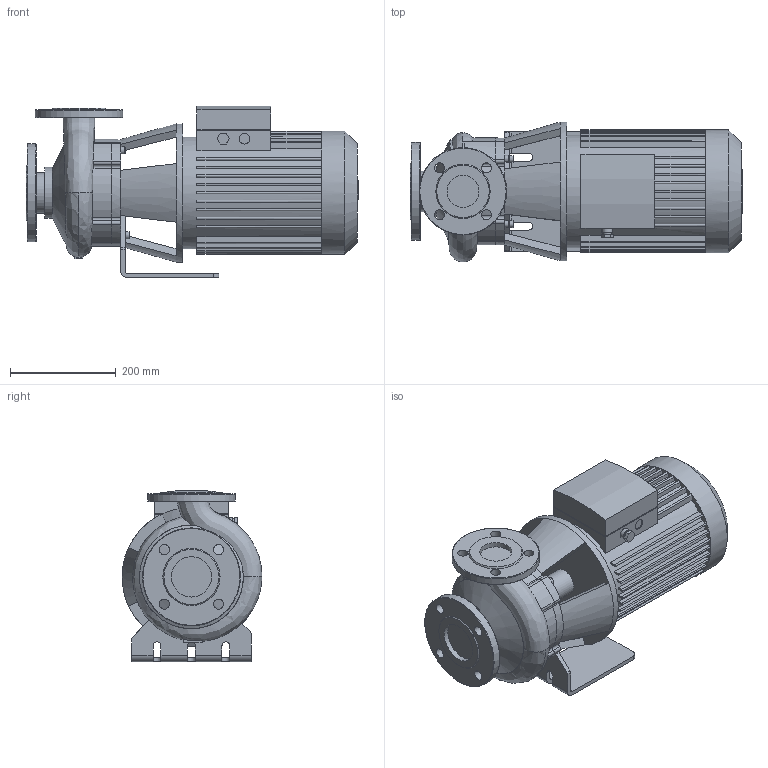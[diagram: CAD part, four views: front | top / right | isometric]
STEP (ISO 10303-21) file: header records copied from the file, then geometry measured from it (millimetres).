
FILE_DESCRIPTION(/* description */ (''),/* implementation_level */ '2;1');
FILE_NAME(/* name */ '3d_BL50_120-4_2-2121148.stp',/* time_stamp */ '2017-11-06T15:09:30+01:00',/* author */ ('Andrzej'),/* organization */ (''),/* preprocessor_version */ 'ST-DEVELOPER v16.13',/* originating_system */ 'AutoCAD Mechanical',/* authorisation */ '');
FILE_SCHEMA (('AUTOMOTIVE_DESIGN { 1 0 10303 214 3 1 1 }'));
Length unit declared in the file: millimetre
Products named in the file (1): Product
Bounding box: 626.5 x 264 x 323.34 mm (x, y, z)
Volume: 21072972.9 mm3; surface area: 1179612.4 mm2
Topology: 9 solids, 9 shells, 460 faces, 1242 edges, 809 vertices
Faces by surface type: plane 270, cylinder 143, bspline 31, torus 8, cone 8
Full cylindrical faces by diameter (mm): 9 x4, 13 x4, 16 x1, 19 x8, 20 x4, 50 x1, 60.3 x1, 76.1 x2, 96.1 x1, 165 x1, 185 x1, 212 x1, 232 x1, 262 x1
Entity records: 17311 total; most frequent: CARTESIAN_POINT 5738, DIRECTION 2397, ORIENTED_EDGE 2380, EDGE_CURVE 1190, AXIS2_PLACEMENT_3D 864, VERTEX_POINT 800, LINE 669, VECTOR 669
